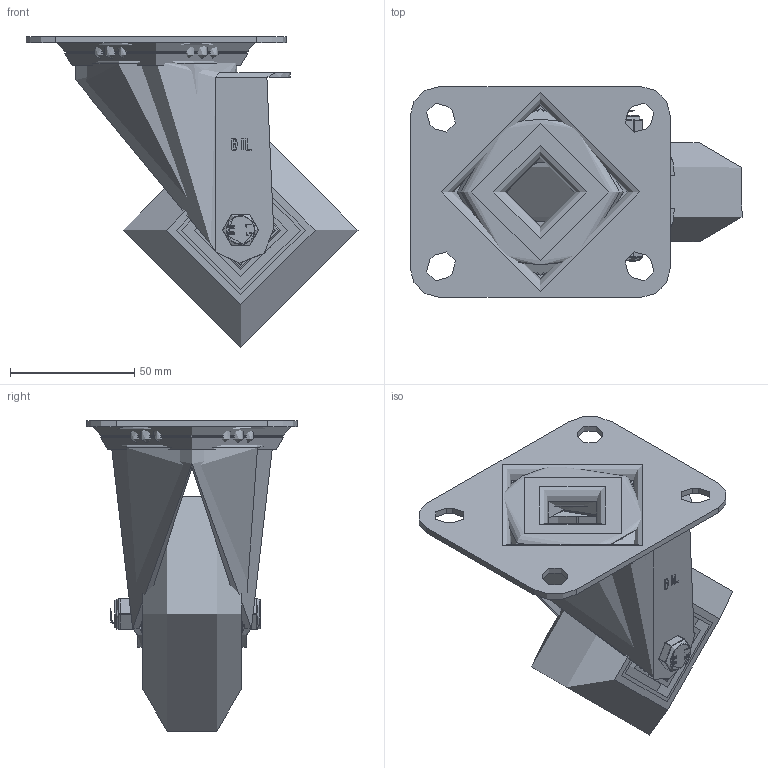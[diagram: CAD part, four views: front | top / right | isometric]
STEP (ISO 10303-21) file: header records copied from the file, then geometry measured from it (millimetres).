
FILE_DESCRIPTION(/* description */ ('','CAx-IF Rec.Pracs.---Representation and Presentation of Product Manufacturing Information (PMI)---4.0---2014-10-13'),/* implementation_level */ '2;1');
FILE_NAME(/* name */ 'BZMM100SRERGBJ.step',/* time_stamp */ '2024-12-17T09:53:31Z',/* author */ (''),/* organization */ (''),/* preprocessor_version */ 'ST-DEVELOPER v20',/* originating_system */ 'Autodesk Translation Framework v13.20.0.188',/* authorisation */ '');
FILE_SCHEMA (('AP242_MANAGED_MODEL_BASED_3D_ENGINEERING_MIM_LF { 1 0 10303 442 1 1 4 }'));
Length unit declared in the file: millimetre
Products named in the file (32): BZMM100SRERGBJ; BZMM100AS - 2 v2; ZINC PLATED, PRESSED STEEL TOP PLATE; ZINC PLATED, PRESSED STEEL TOP PLATE Geometry; BALL BEARINGS; Component1; BEARING SEAL; ZINC PLATED, PRESSED STEEL FORKS; BZH100WSRERGBJM15 v1; 55 SHORE A ELASTIC RUBBER; ALUMINIUM RIM; ALUMINIUM RIM Geometry; BEARING SPACER; BEARING6002; Pattern; BEARING6002 (1); Pattern (1); Component1 (1); METAL; METAL2; MIDDLE; RUBBER; TUBEM15X40X10 v1; STEEL TUBE; NYLONBUSH v1; NYLONBUSH; HEXBOLTM8X55Z8.8 v2; GRADE 8.8 ZINC PLATED BOLT; NYLOCM8Z v1; NYLOC NUT; NUT; RUBBER (1)
Assembly tree (77 placements, depth 5):
  BZMM100SRERGBJ
    BZMM100AS - 2 v2
      ZINC PLATED, PRESSED STEEL TOP PLATE
        ZINC PLATED, PRESSED STEEL TOP PLATE Geometry
        BALL BEARINGS
          Component1  x24
      BEARING SEAL
      ZINC PLATED, PRESSED STEEL FORKS
    BZH100WSRERGBJM15 v1
      55 SHORE A ELASTIC RUBBER
      ALUMINIUM RIM
        ALUMINIUM RIM Geometry
        BEARING SPACER
      BEARING6002
        METAL
        METAL2
        Pattern
          Component1 (1)  x9
        MIDDLE
        RUBBER  x2
      BEARING6002 (1)
        Pattern (1)
          Component1 (1)  x9
        METAL
        METAL2
        MIDDLE
        RUBBER  x2
    TUBEM15X40X10 v1
      STEEL TUBE
    NYLONBUSH v1
      NYLONBUSH
    HEXBOLTM8X55Z8.8 v2
      GRADE 8.8 ZINC PLATED BOLT
    NYLOCM8Z v1
      NYLOC NUT
        NUT
        RUBBER (1)
Bounding box: 133.82 x 85 x 125.32 mm (x, y, z)
Volume: 303125.5 mm3; surface area: 117458.4 mm2
Topology: 63 solids, 63 shells, 1122 faces, 2823 edges, 1832 vertices
Faces by surface type: bspline 390, plane 371, cylinder 211, sphere 102, cone 27, torus 21
Full cylindrical faces by diameter (mm): 0.664 x2, 6.446 x7, 7.866 x13, 8 x4, 8.25 x2, 8.6 x2, 10 x1, 10.2 x1, 11.5 x1, 12.1 x1, 14.95 x1, 15 x3, 19 x3, 20 x4, 20.5 x4, 21.5 x4, 26 x1, 26.8 x4, 27.5 x1, 28 x2, 28.2 x8, 31.5 x1, 32 x4, 37.5 x2, 48 x4, 52 x2, 61 x1, 65 x1
Entity records: 25298 total; most frequent: CARTESIAN_POINT 11109, ORIENTED_EDGE 2822, DIRECTION 2581, EDGE_CURVE 1411, AXIS2_PLACEMENT_3D 1012, VERTEX_POINT 908, EDGE_LOOP 694, FACE_OUTER_BOUND 586
